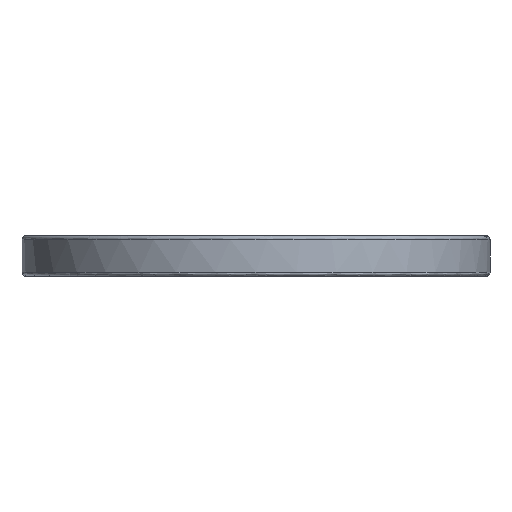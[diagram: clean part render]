
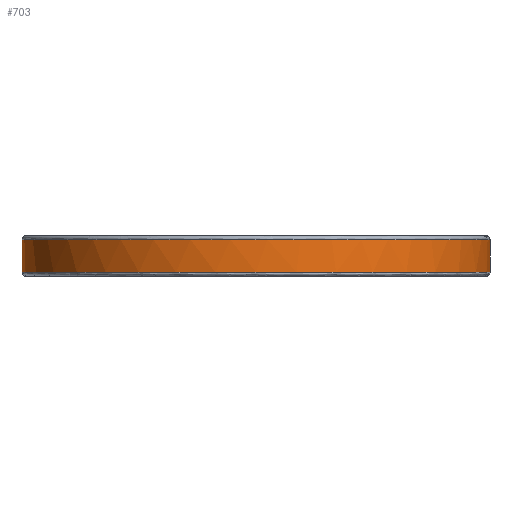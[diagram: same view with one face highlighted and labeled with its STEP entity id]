
A CAD part, front view. The second image highlights one B-rep face of the part: STEP entity #703.
In plain terms, the highlighted cylindrical face has radius 11.5 mm (diameter 23 mm), a partial arc.
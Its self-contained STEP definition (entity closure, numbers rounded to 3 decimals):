
#676=AXIS2_PLACEMENT_3D('Cylinder Axis2P3D',#673,#674,#675) ;
#694=AXIS2_PLACEMENT_3D('Circle Axis2P3D',#692,#693,$) ;
#63=CARTESIAN_POINT('Vertex',(0.,11.5,1.8)) ;
#67=CARTESIAN_POINT('Control Point',(0.,11.5,1.8)) ;
#68=CARTESIAN_POINT('Control Point',(0.,-11.5,1.8)) ;
#69=CARTESIAN_POINT('Control Point',(23.,-11.5,1.8)) ;
#70=CARTESIAN_POINT('Control Point',(23.,11.5,1.8)) ;
#71=CARTESIAN_POINT('Vertex',(23.,11.5,1.8)) ;
#673=CARTESIAN_POINT('Axis2P3D Location',(11.5,11.5,20.)) ;
#678=CARTESIAN_POINT('Line Origine',(23.,11.5,20.)) ;
#682=CARTESIAN_POINT('Vertex',(23.,11.5,0.2)) ;
#685=CARTESIAN_POINT('Line Origine',(0.,11.5,20.)) ;
#689=CARTESIAN_POINT('Vertex',(0.,11.5,0.2)) ;
#692=CARTESIAN_POINT('Axis2P3D Location',(11.5,11.5,0.2)) ;
#674=DIRECTION('Axis2P3D Direction',(0.,0.,-1.)) ;
#675=DIRECTION('Axis2P3D XDirection',(1.,0.,0.)) ;
#679=DIRECTION('Vector Direction',(0.,0.,-1.)) ;
#686=DIRECTION('Vector Direction',(0.,0.,-1.)) ;
#693=DIRECTION('Axis2P3D Direction',(0.,0.,-1.)) ;
#680=VECTOR('Line Direction',#679,1.) ;
#687=VECTOR('Line Direction',#686,1.) ;
#698=ORIENTED_EDGE('',*,*,#684,.F.) ;
#699=ORIENTED_EDGE('',*,*,#73,.T.) ;
#700=ORIENTED_EDGE('',*,*,#691,.T.) ;
#701=ORIENTED_EDGE('',*,*,#696,.T.) ;
#703=ADVANCED_FACE('_GWDR M20 PO 1777940000',(#702),#677,.T.) ;
#695=CIRCLE('generated circle',#694,11.5) ;
#677=CYLINDRICAL_SURFACE('generated cylinder',#676,11.5) ;
#73=EDGE_CURVE('',#72,#64,#66,.F.) ;
#684=EDGE_CURVE('',#72,#683,#681,.T.) ;
#691=EDGE_CURVE('',#64,#690,#688,.T.) ;
#696=EDGE_CURVE('',#690,#683,#695,.F.) ;
#697=EDGE_LOOP('',(#698,#699,#700,#701)) ;
#702=FACE_OUTER_BOUND('',#697,.T.) ;
#681=LINE('Line',#678,#680) ;
#688=LINE('Line',#685,#687) ;
#64=VERTEX_POINT('',#63) ;
#72=VERTEX_POINT('',#71) ;
#683=VERTEX_POINT('',#682) ;
#690=VERTEX_POINT('',#689) ;
#66=(BOUNDED_CURVE()B_SPLINE_CURVE(3,(#67,#68,#69,#70),.UNSPECIFIED.,.F.,.U.)B_SPLINE_CURVE_WITH_KNOTS((4,4),(0.,68.576),.UNSPECIFIED.)CURVE()GEOMETRIC_REPRESENTATION_ITEM()RATIONAL_B_SPLINE_CURVE((1.,0.333,0.333,1.))REPRESENTATION_ITEM('')) ;
